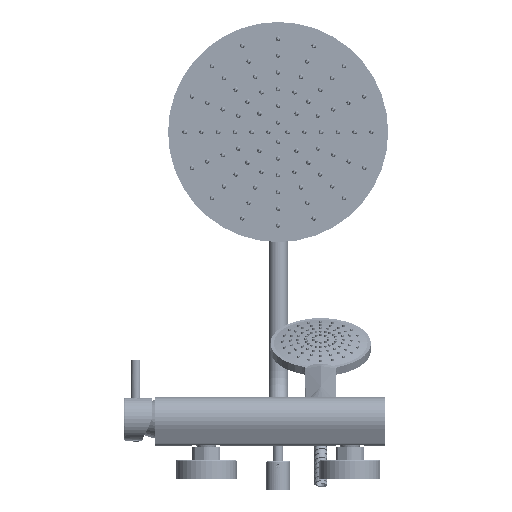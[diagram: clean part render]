
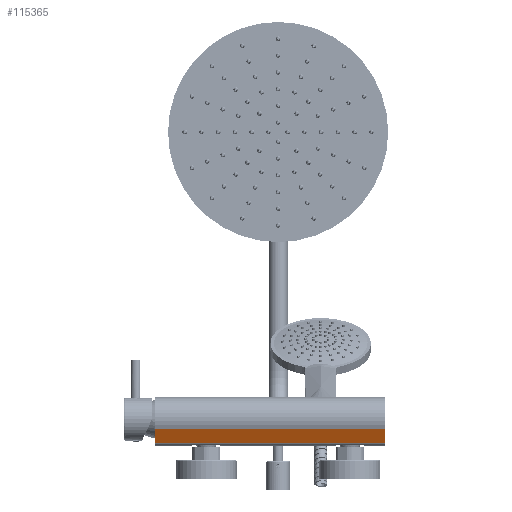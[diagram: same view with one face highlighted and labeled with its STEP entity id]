
A CAD part, front view. The second image highlights one B-rep face of the part: STEP entity #115365.
In plain terms, the highlighted planar face has unit normal (0, -0.904, -0.427).
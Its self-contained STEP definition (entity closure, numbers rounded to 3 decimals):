
#101185=DIRECTION('',(0.,-0.427,0.904));
#101186=VECTOR('',#101185,16.822);
#101187=CARTESIAN_POINT('',(112.,-682.802,-25.133));
#101188=LINE('',#101187,#101186);
#101207=DIRECTION('',(1.,0.,0.));
#101208=VECTOR('',#101207,241.);
#101209=CARTESIAN_POINT('',(-129.,-682.802,-25.133));
#101210=LINE('',#101209,#101208);
#101234=DIRECTION('',(0.,-0.427,0.904));
#101235=VECTOR('',#101234,16.822);
#101236=CARTESIAN_POINT('',(-129.,-682.802,-25.133));
#101237=LINE('',#101236,#101235);
#102835=DIRECTION('',(-1.,0.,0.));
#102836=VECTOR('',#102835,241.);
#102837=CARTESIAN_POINT('',(112.,-689.978,-9.918));
#102838=LINE('',#102837,#102836);
#108580=CARTESIAN_POINT('',(112.,-689.978,-9.918));
#108582=VERTEX_POINT('',#108580);
#108584=CARTESIAN_POINT('',(-129.,-689.978,-9.918));
#108586=VERTEX_POINT('',#108584);
#108588=CARTESIAN_POINT('',(112.,-682.802,-25.133));
#108590=VERTEX_POINT('',#108588);
#108593=CARTESIAN_POINT('',(-129.,-682.802,-25.133));
#108595=VERTEX_POINT('',#108593);
#115352=CARTESIAN_POINT('',(112.,-681.45,-28.));
#115353=DIRECTION('',(0.,-0.904,-0.427));
#115354=DIRECTION('',(0.,-0.427,0.904));
#115355=AXIS2_PLACEMENT_3D('',#115352,#115353,#115354);
#115356=PLANE('',#115355);
#115357=ORIENTED_EDGE('',*,*,#115212,.F.);
#115359=ORIENTED_EDGE('',*,*,#115358,.T.);
#115361=ORIENTED_EDGE('',*,*,#115360,.F.);
#115362=ORIENTED_EDGE('',*,*,#115334,.F.);
#115363=EDGE_LOOP('',(#115357,#115359,#115361,#115362));
#115364=FACE_OUTER_BOUND('',#115363,.F.);
#115365=ADVANCED_FACE('',(#115364),#115356,.T.);
#115212=EDGE_CURVE('',#108595,#108590,#101210,.T.);
#115334=EDGE_CURVE('',#108590,#108582,#101188,.T.);
#115358=EDGE_CURVE('',#108595,#108586,#101237,.T.);
#115360=EDGE_CURVE('',#108582,#108586,#102838,.T.);
